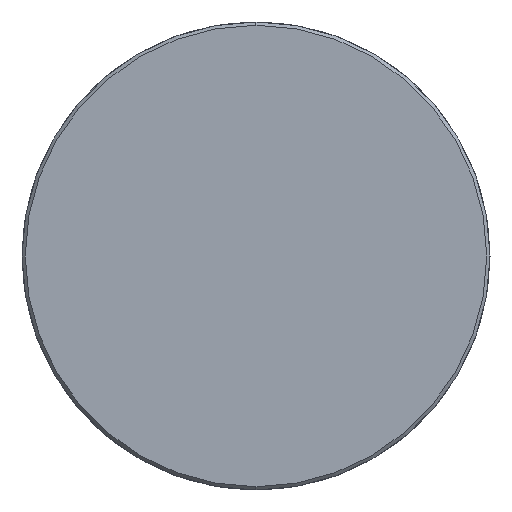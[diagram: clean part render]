
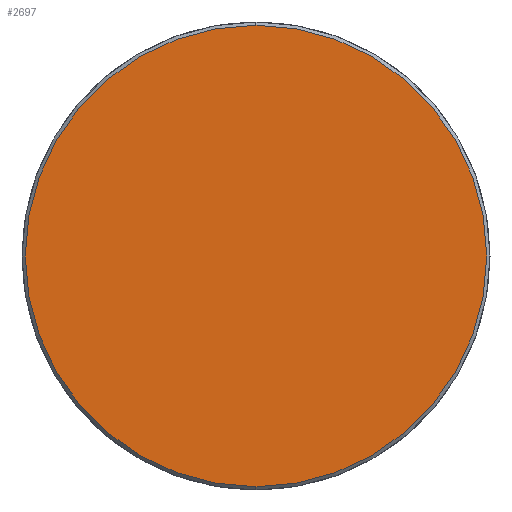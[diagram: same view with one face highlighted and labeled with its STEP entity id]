
A CAD part, left-side view. The second image highlights one B-rep face of the part: STEP entity #2697.
In plain terms, the highlighted planar face has unit normal (-1, 0, 0).
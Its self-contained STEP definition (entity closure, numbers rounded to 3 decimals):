
#353 = EDGE_CURVE ( 'NONE', #931, #3460, #2313, .T. ) ;
#506 = EDGE_CURVE ( 'NONE', #3460, #931, #1675, .T. ) ;
#577 = EDGE_LOOP ( 'NONE', ( #2842, #4174 ) ) ;
#714 = DIRECTION ( 'NONE',  ( 0., 0., -1. ) ) ;
#931 = VERTEX_POINT ( 'NONE', #3064 ) ;
#1145 = CARTESIAN_POINT ( 'NONE',  ( -146.05, 0., 0. ) ) ;
#1151 = FACE_OUTER_BOUND ( 'NONE', #577, .T. ) ;
#1451 = CARTESIAN_POINT ( 'NONE',  ( -146.05, 0., 0. ) ) ;
#1675 = CIRCLE ( 'NONE', #1680, 70. ) ;
#1680 = AXIS2_PLACEMENT_3D ( 'NONE', #1145, #2159, #3480 ) ;
#2159 = DIRECTION ( 'NONE',  ( -1., 0., 0. ) ) ;
#2313 = CIRCLE ( 'NONE', #3182, 70. ) ;
#2644 = DIRECTION ( 'NONE',  ( 0., -1., 0. ) ) ;
#2697 = ADVANCED_FACE ( 'NONE', ( #1151 ), #2900, .T. ) ;
#2842 = ORIENTED_EDGE ( 'NONE', *, *, #506, .T. ) ;
#2900 = PLANE ( 'NONE',  #3221 ) ;
#3064 = CARTESIAN_POINT ( 'NONE',  ( -146.05, 0., 70. ) ) ;
#3182 = AXIS2_PLACEMENT_3D ( 'NONE', #1451, #3786, #714 ) ;
#3205 = CARTESIAN_POINT ( 'NONE',  ( -146.05, 70.84, -70.84 ) ) ;
#3221 = AXIS2_PLACEMENT_3D ( 'NONE', #3205, #3619, #2644 ) ;
#3460 = VERTEX_POINT ( 'NONE', #4045 ) ;
#3480 = DIRECTION ( 'NONE',  ( 0., 0., -1. ) ) ;
#3619 = DIRECTION ( 'NONE',  ( -1., 0., 0. ) ) ;
#3786 = DIRECTION ( 'NONE',  ( -1., 0., 0. ) ) ;
#4045 = CARTESIAN_POINT ( 'NONE',  ( -146.05, 0., -70. ) ) ;
#4174 = ORIENTED_EDGE ( 'NONE', *, *, #353, .T. ) ;
